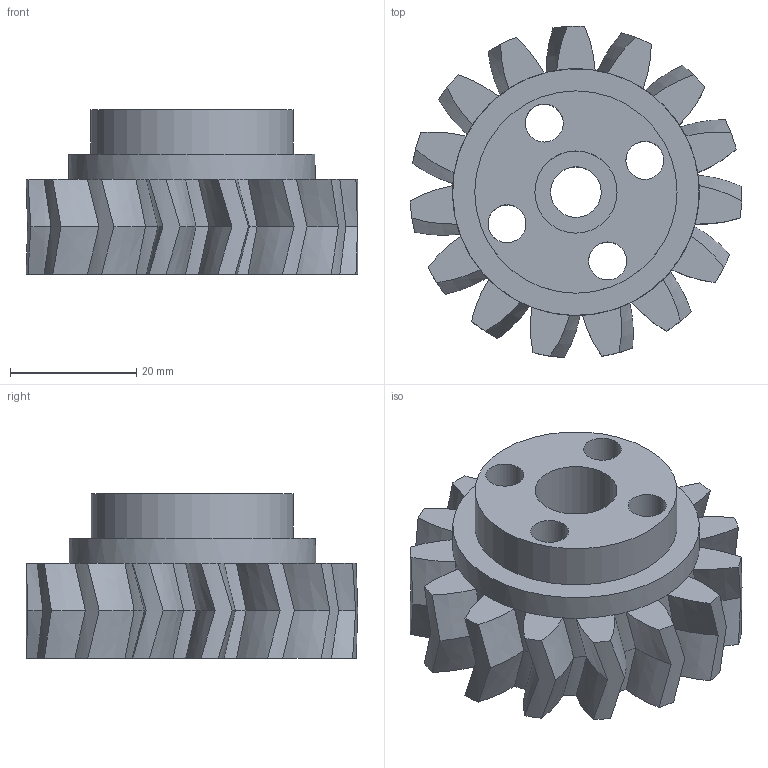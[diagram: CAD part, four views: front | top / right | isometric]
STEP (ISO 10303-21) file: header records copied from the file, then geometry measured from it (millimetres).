
FILE_DESCRIPTION(/* description */ (''),/* implementation_level */ '2;1');
FILE_NAME(/* name */ 'Spur Gear23.stp',/* time_stamp */ '2019-11-13T15:05:08-06:00',/* author */ ('Dell'),/* organization */ (''),/* preprocessor_version */ 'ST-DEVELOPER v16.5',/* originating_system */ 'Autodesk Inventor 2017',/* authorisation */ '');
FILE_SCHEMA (('AUTOMOTIVE_DESIGN { 1 0 10303 214 3 1 1 }'));
Length unit declared in the file: millimetre
Products named in the file (1): Spur Gear2
Bounding box: 52.47 x 52.45 x 26 mm (x, y, z)
Volume: 29376.6 mm3; surface area: 11709.7 mm2
Topology: 1 solids, 1 shells, 140 faces, 340 edges, 208 vertices
Faces by surface type: bspline 60, cylinder 57, plane 23
Full cylindrical faces by diameter (mm): 6 x4, 8 x1, 12 x4, 13 x1, 32 x1, 39.019 x1
Entity records: 4924 total; most frequent: CARTESIAN_POINT 1927, ORIENTED_EDGE 646, DIRECTION 568, EDGE_CURVE 323, AXIS2_PLACEMENT_3D 284, CIRCLE 203, VERTEX_POINT 203, EDGE_LOOP 168
